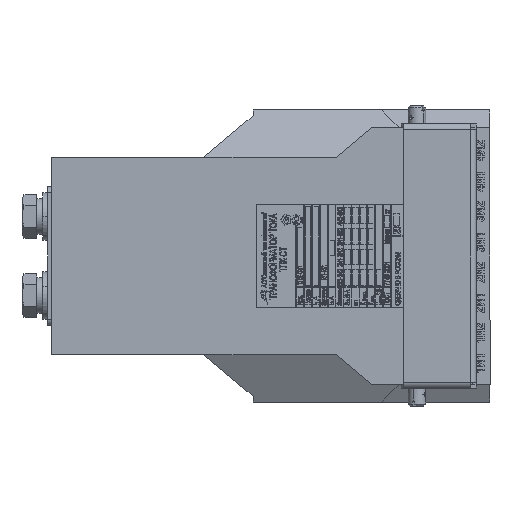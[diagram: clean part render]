
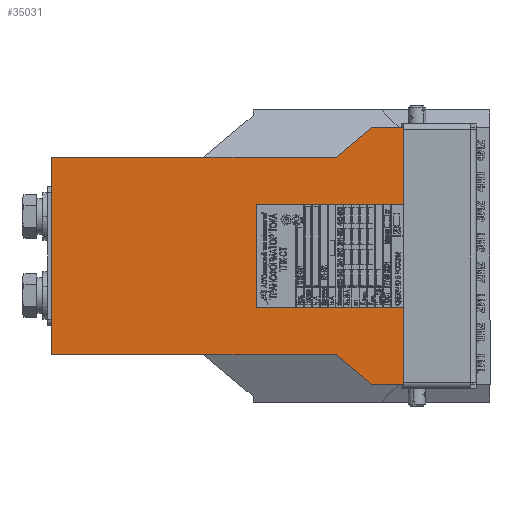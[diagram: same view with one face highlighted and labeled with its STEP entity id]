
A CAD part, left-side view. The second image highlights one B-rep face of the part: STEP entity #35031.
In plain terms, the highlighted planar face has unit normal (-1, 0, 0).
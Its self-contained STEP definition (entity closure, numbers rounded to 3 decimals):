
#1162 = DIRECTION ( 'NONE',  ( 0., -1., 0. ) ) ;
#2401 = PLANE ( 'NONE',  #55490 ) ;
#4177 = VECTOR ( 'NONE', #18742, 1000. ) ;
#5998 = ORIENTED_EDGE ( 'NONE', *, *, #92117, .T. ) ;
#9211 = VECTOR ( 'NONE', #95400, 1000. ) ;
#13242 = EDGE_CURVE ( 'NONE', #28217, #109629, #173384, .T. ) ;
#13477 = EDGE_CURVE ( 'NONE', #124381, #141419, #187809, .T. ) ;
#14636 = CARTESIAN_POINT ( 'NONE',  ( -165., 74., 44. ) ) ;
#16704 = CARTESIAN_POINT ( 'NONE',  ( -165., 74., 44. ) ) ;
#17580 = ORIENTED_EDGE ( 'NONE', *, *, #199286, .T. ) ;
#17855 = ORIENTED_EDGE ( 'NONE', *, *, #13477, .T. ) ;
#17949 = CARTESIAN_POINT ( 'NONE',  ( -165., 50., 222. ) ) ;
#18742 = DIRECTION ( 'NONE',  ( 0., 0., -1. ) ) ;
#18775 = CARTESIAN_POINT ( 'NONE',  ( -165., 65., 44. ) ) ;
#19011 = CARTESIAN_POINT ( 'NONE',  ( -165., -50., 77.876 ) ) ;
#20727 = CARTESIAN_POINT ( 'NONE',  ( -165., -26., 118. ) ) ;
#22695 = LINE ( 'NONE', #19011, #182042 ) ;
#26562 = VECTOR ( 'NONE', #81090, 1000. ) ;
#27110 = DIRECTION ( 'NONE',  ( 0., 0., -1. ) ) ;
#27155 = DIRECTION ( 'NONE',  ( 0., 1., 0. ) ) ;
#27974 = CARTESIAN_POINT ( 'NONE',  ( -165., -50., 77.876 ) ) ;
#28217 = VERTEX_POINT ( 'NONE', #155268 ) ;
#29487 = DIRECTION ( 'NONE',  ( 0., -1., 0. ) ) ;
#30463 = CARTESIAN_POINT ( 'NONE',  ( -165., 50., 222. ) ) ;
#31930 = LINE ( 'NONE', #16704, #68062 ) ;
#33452 = DIRECTION ( 'NONE',  ( 0., 0., -1. ) ) ;
#35031 = ADVANCED_FACE ( 'NONE', ( #70268 ), #2401, .F. ) ;
#36223 = VECTOR ( 'NONE', #91802, 1000. ) ;
#36452 = DIRECTION ( 'NONE',  ( 0., -1., 0. ) ) ;
#40703 = CARTESIAN_POINT ( 'NONE',  ( -165., 26., 44. ) ) ;
#47466 = LINE ( 'NONE', #128785, #129463 ) ;
#47697 = VERTEX_POINT ( 'NONE', #159207 ) ;
#49379 = LINE ( 'NONE', #87897, #85581 ) ;
#54848 = ORIENTED_EDGE ( 'NONE', *, *, #139806, .F. ) ;
#55490 = AXIS2_PLACEMENT_3D ( 'NONE', #17949, #125816, #33452 ) ;
#57811 = EDGE_CURVE ( 'NONE', #108404, #78462, #81411, .T. ) ;
#65546 = CARTESIAN_POINT ( 'NONE',  ( -165., -50., 222. ) ) ;
#68062 = VECTOR ( 'NONE', #1162, 1000. ) ;
#70268 = FACE_OUTER_BOUND ( 'NONE', #150431, .T. ) ;
#70822 = EDGE_CURVE ( 'NONE', #175279, #145824, #195566, .T. ) ;
#78168 = CARTESIAN_POINT ( 'NONE',  ( -165., 50., 222. ) ) ;
#78462 = VERTEX_POINT ( 'NONE', #40703 ) ;
#80618 = LINE ( 'NONE', #78168, #162695 ) ;
#81090 = DIRECTION ( 'NONE',  ( 0., 0., -1. ) ) ;
#81411 = LINE ( 'NONE', #111122, #4177 ) ;
#81672 = DIRECTION ( 'NONE',  ( 0., 0.643, 0.766 ) ) ;
#85581 = VECTOR ( 'NONE', #27155, 1000. ) ;
#85816 = ORIENTED_EDGE ( 'NONE', *, *, #70822, .F. ) ;
#87897 = CARTESIAN_POINT ( 'NONE',  ( -165., 26., 118. ) ) ;
#91802 = DIRECTION ( 'NONE',  ( 0., 0., 1. ) ) ;
#91862 = EDGE_CURVE ( 'NONE', #145824, #108404, #49379, .T. ) ;
#92117 = EDGE_CURVE ( 'NONE', #109629, #146187, #22695, .T. ) ;
#93573 = DIRECTION ( 'NONE',  ( 0., 0.643, -0.766 ) ) ;
#94298 = VERTEX_POINT ( 'NONE', #126702 ) ;
#95400 = DIRECTION ( 'NONE',  ( 0., 0., 1. ) ) ;
#101755 = ORIENTED_EDGE ( 'NONE', *, *, #116170, .T. ) ;
#102684 = VERTEX_POINT ( 'NONE', #30463 ) ;
#105561 = VECTOR ( 'NONE', #27110, 1000. ) ;
#106784 = ORIENTED_EDGE ( 'NONE', *, *, #57811, .F. ) ;
#108404 = VERTEX_POINT ( 'NONE', #135408 ) ;
#109629 = VERTEX_POINT ( 'NONE', #167932 ) ;
#111122 = CARTESIAN_POINT ( 'NONE',  ( -165., 26., 44. ) ) ;
#112525 = LINE ( 'NONE', #147354, #189856 ) ;
#116170 = EDGE_CURVE ( 'NONE', #141419, #78462, #158528, .T. ) ;
#119536 = CARTESIAN_POINT ( 'NONE',  ( -165., 65., 0. ) ) ;
#124381 = VERTEX_POINT ( 'NONE', #180233 ) ;
#125816 = DIRECTION ( 'NONE',  ( 1., 0., 0. ) ) ;
#126403 = CARTESIAN_POINT ( 'NONE',  ( -165., -65., 60. ) ) ;
#126702 = CARTESIAN_POINT ( 'NONE',  ( -165., -50., 222. ) ) ;
#128785 = CARTESIAN_POINT ( 'NONE',  ( -165., 50., 222. ) ) ;
#129463 = VECTOR ( 'NONE', #36452, 1000. ) ;
#129868 = ORIENTED_EDGE ( 'NONE', *, *, #91862, .F. ) ;
#131078 = ORIENTED_EDGE ( 'NONE', *, *, #180959, .T. ) ;
#135408 = CARTESIAN_POINT ( 'NONE',  ( -165., 26., 118. ) ) ;
#139806 = EDGE_CURVE ( 'NONE', #94298, #146187, #149659, .T. ) ;
#141419 = VERTEX_POINT ( 'NONE', #18775 ) ;
#145447 = ORIENTED_EDGE ( 'NONE', *, *, #186732, .F. ) ;
#145824 = VERTEX_POINT ( 'NONE', #20727 ) ;
#146187 = VERTEX_POINT ( 'NONE', #27974 ) ;
#147354 = CARTESIAN_POINT ( 'NONE',  ( -165., 65., 60. ) ) ;
#149659 = LINE ( 'NONE', #65546, #26562 ) ;
#150431 = EDGE_LOOP ( 'NONE', ( #101755, #106784, #129868, #85816, #199133, #166998, #5998, #54848, #145447, #17580, #131078, #17855 ) ) ;
#151061 = EDGE_CURVE ( 'NONE', #175279, #28217, #31930, .T. ) ;
#155268 = CARTESIAN_POINT ( 'NONE',  ( -165., -65., 44. ) ) ;
#158528 = LINE ( 'NONE', #14636, #199619 ) ;
#159207 = CARTESIAN_POINT ( 'NONE',  ( -165., 50., 77.876 ) ) ;
#162695 = VECTOR ( 'NONE', #170600, 1000. ) ;
#166998 = ORIENTED_EDGE ( 'NONE', *, *, #13242, .T. ) ;
#167932 = CARTESIAN_POINT ( 'NONE',  ( -165., -65., 60. ) ) ;
#168712 = CARTESIAN_POINT ( 'NONE',  ( -165., -26., 44. ) ) ;
#170600 = DIRECTION ( 'NONE',  ( 0., 0., -1. ) ) ;
#173384 = LINE ( 'NONE', #126403, #9211 ) ;
#175279 = VERTEX_POINT ( 'NONE', #183318 ) ;
#180233 = CARTESIAN_POINT ( 'NONE',  ( -165., 65., 60. ) ) ;
#180959 = EDGE_CURVE ( 'NONE', #47697, #124381, #112525, .T. ) ;
#182042 = VECTOR ( 'NONE', #81672, 1000. ) ;
#183318 = CARTESIAN_POINT ( 'NONE',  ( -165., -26., 44. ) ) ;
#186732 = EDGE_CURVE ( 'NONE', #102684, #94298, #47466, .T. ) ;
#187809 = LINE ( 'NONE', #119536, #105561 ) ;
#189856 = VECTOR ( 'NONE', #93573, 1000. ) ;
#195566 = LINE ( 'NONE', #168712, #36223 ) ;
#199133 = ORIENTED_EDGE ( 'NONE', *, *, #151061, .T. ) ;
#199286 = EDGE_CURVE ( 'NONE', #102684, #47697, #80618, .T. ) ;
#199619 = VECTOR ( 'NONE', #29487, 1000. ) ;
